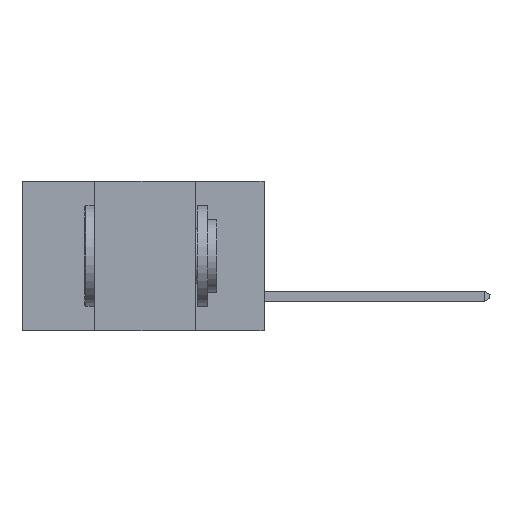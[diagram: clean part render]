
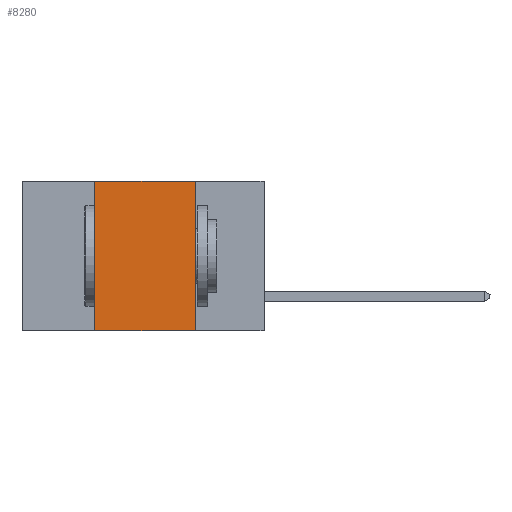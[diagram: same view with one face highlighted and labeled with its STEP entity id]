
A CAD part, left-side view. The second image highlights one B-rep face of the part: STEP entity #8280.
In plain terms, the highlighted planar face has unit normal (-1, 0, 0).
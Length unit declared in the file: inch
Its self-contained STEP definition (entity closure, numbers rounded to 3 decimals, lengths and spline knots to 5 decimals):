
#867 = ORIENTED_EDGE ( 'NONE', *, *, #13120, .F. ) ;
#1099 = VECTOR ( 'NONE', #14231, 39.37008 ) ;
#1256 = FACE_OUTER_BOUND ( 'NONE', #12061, .T. ) ;
#2254 = CARTESIAN_POINT ( 'NONE',  ( 0., 0.17, 0. ) ) ;
#2615 = CARTESIAN_POINT ( 'NONE',  ( 0., 0.42, -0.37 ) ) ;
#2993 = LINE ( 'NONE', #6937, #13604 ) ;
#3535 = LINE ( 'NONE', #16658, #12013 ) ;
#3963 = VERTEX_POINT ( 'NONE', #2615 ) ;
#4052 = CARTESIAN_POINT ( 'NONE',  ( 0., 0.17, -0.37 ) ) ;
#4242 = VERTEX_POINT ( 'NONE', #2254 ) ;
#4474 = EDGE_CURVE ( 'NONE', #5572, #4242, #14681, .T. ) ;
#4739 = CARTESIAN_POINT ( 'NONE',  ( 0., 0.42, 0. ) ) ;
#5117 = CARTESIAN_POINT ( 'NONE',  ( 0., 0.6, -0.37 ) ) ;
#5572 = VERTEX_POINT ( 'NONE', #4739 ) ;
#6404 = CARTESIAN_POINT ( 'NONE',  ( 0., 0.6, 0. ) ) ;
#6485 = PLANE ( 'NONE',  #8102 ) ;
#6857 = DIRECTION ( 'NONE',  ( 0., -1., 0. ) ) ;
#6937 = CARTESIAN_POINT ( 'NONE',  ( 0., 0.17, -0.37 ) ) ;
#8102 = AXIS2_PLACEMENT_3D ( 'NONE', #6404, #16777, #16855 ) ;
#8129 = CARTESIAN_POINT ( 'NONE',  ( 0., 0.6, 0. ) ) ;
#8132 = ORIENTED_EDGE ( 'NONE', *, *, #11208, .F. ) ;
#8280 = ADVANCED_FACE ( 'NONE', ( #1256 ), #6485, .F. ) ;
#8370 = DIRECTION ( 'NONE',  ( 0., 0., -1. ) ) ;
#8556 = ORIENTED_EDGE ( 'NONE', *, *, #12372, .T. ) ;
#11208 = EDGE_CURVE ( 'NONE', #4242, #16283, #2993, .T. ) ;
#11378 = DIRECTION ( 'NONE',  ( 0., 0., 1. ) ) ;
#12013 = VECTOR ( 'NONE', #11378, 39.37008 ) ;
#12061 = EDGE_LOOP ( 'NONE', ( #8132, #13899, #867, #8556 ) ) ;
#12372 = EDGE_CURVE ( 'NONE', #3963, #16283, #16776, .T. ) ;
#13120 = EDGE_CURVE ( 'NONE', #3963, #5572, #3535, .T. ) ;
#13604 = VECTOR ( 'NONE', #8370, 39.37008 ) ;
#13899 = ORIENTED_EDGE ( 'NONE', *, *, #4474, .F. ) ;
#14231 = DIRECTION ( 'NONE',  ( 0., -1., 0. ) ) ;
#14681 = LINE ( 'NONE', #8129, #15815 ) ;
#15815 = VECTOR ( 'NONE', #6857, 39.37008 ) ;
#16283 = VERTEX_POINT ( 'NONE', #4052 ) ;
#16658 = CARTESIAN_POINT ( 'NONE',  ( 0., 0.42, -0.37 ) ) ;
#16776 = LINE ( 'NONE', #5117, #1099 ) ;
#16777 = DIRECTION ( 'NONE',  ( 1., 0., 0. ) ) ;
#16855 = DIRECTION ( 'NONE',  ( 0., 0., -1. ) ) ;
